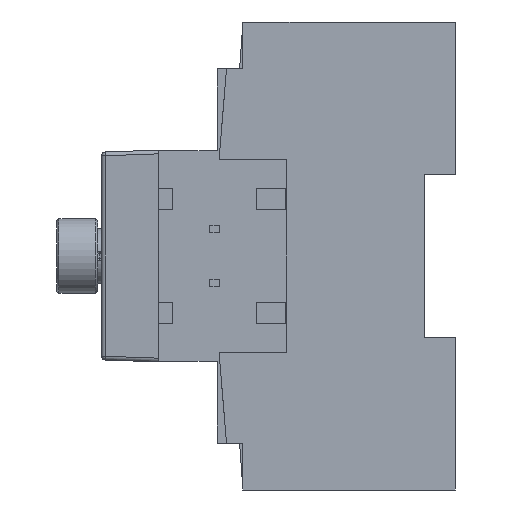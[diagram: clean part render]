
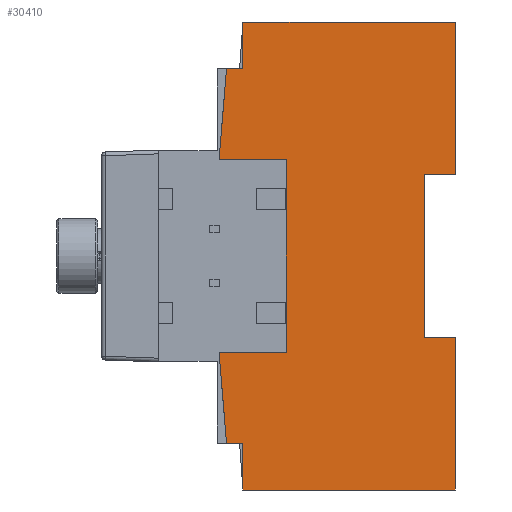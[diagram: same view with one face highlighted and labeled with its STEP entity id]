
A CAD part, left-side view. The second image highlights one B-rep face of the part: STEP entity #30410.
In plain terms, the highlighted planar face has unit normal (-1, 0, 0).
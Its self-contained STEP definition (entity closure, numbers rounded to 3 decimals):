
#3546=DIRECTION('',(0.,-1.,0.));
#3547=VECTOR('',#3546,3.5);
#3548=CARTESIAN_POINT('',(-99.01,5.746,-40.));
#3549=LINE('',#3548,#3547);
#3924=DIRECTION('',(0.,-0.082,0.997));
#3925=VECTOR('',#3924,19.466);
#3926=CARTESIAN_POINT('',(-99.01,7.346,20.6));
#3927=LINE('',#3926,#3925);
#3931=DIRECTION('',(0.,-1.,0.));
#3932=VECTOR('',#3931,3.5);
#3933=CARTESIAN_POINT('',(-99.01,5.746,40.));
#3934=LINE('',#3933,#3932);
#3938=DIRECTION('',(0.,0.,1.));
#3939=VECTOR('',#3938,10.);
#3940=CARTESIAN_POINT('',(-99.01,2.246,40.));
#3941=LINE('',#3940,#3939);
#3945=DIRECTION('',(0.,-1.,0.));
#3946=VECTOR('',#3945,45.4);
#3947=CARTESIAN_POINT('',(-99.01,2.246,50.));
#3948=LINE('',#3947,#3946);
#3952=DIRECTION('',(0.,0.,-1.));
#3953=VECTOR('',#3952,32.5);
#3954=CARTESIAN_POINT('',(-99.01,-43.154,50.));
#3955=LINE('',#3954,#3953);
#3959=DIRECTION('',(0.,1.,0.));
#3960=VECTOR('',#3959,6.505);
#3961=CARTESIAN_POINT('',(-99.01,-43.154,17.5));
#3962=LINE('',#3961,#3960);
#3966=DIRECTION('',(0.,0.,-1.));
#3967=VECTOR('',#3966,35.);
#3968=CARTESIAN_POINT('',(-99.01,-36.648,17.5));
#3969=LINE('',#3968,#3967);
#3973=DIRECTION('',(0.,-1.,0.));
#3974=VECTOR('',#3973,6.505);
#3975=CARTESIAN_POINT('',(-99.01,-36.648,-17.5));
#3976=LINE('',#3975,#3974);
#3980=DIRECTION('',(0.,0.,-1.));
#3981=VECTOR('',#3980,32.5);
#3982=CARTESIAN_POINT('',(-99.01,-43.154,-17.5));
#3983=LINE('',#3982,#3981);
#3987=DIRECTION('',(0.,1.,0.));
#3988=VECTOR('',#3987,45.4);
#3989=CARTESIAN_POINT('',(-99.01,-43.154,-50.));
#3990=LINE('',#3989,#3988);
#3994=DIRECTION('',(0.,0.,1.));
#3995=VECTOR('',#3994,10.);
#3996=CARTESIAN_POINT('',(-99.01,2.246,-50.));
#3997=LINE('',#3996,#3995);
#4001=DIRECTION('',(0.,0.082,0.997));
#4002=VECTOR('',#4001,19.466);
#4003=CARTESIAN_POINT('',(-99.01,5.746,-40.));
#4004=LINE('',#4003,#4002);
#4008=DIRECTION('',(0.,0.,1.));
#4009=VECTOR('',#4008,41.2);
#4010=CARTESIAN_POINT('',(-99.01,-7.054,-20.6));
#4011=LINE('',#4010,#4009);
#4015=DIRECTION('',(0.,1.,0.));
#4016=VECTOR('',#4015,14.4);
#4017=CARTESIAN_POINT('',(-99.01,-7.054,20.6));
#4018=LINE('',#4017,#4016);
#4093=DIRECTION('',(0.,1.,0.));
#4094=VECTOR('',#4093,14.4);
#4095=CARTESIAN_POINT('',(-99.01,-7.054,-20.6));
#4096=LINE('',#4095,#4094);
#24811=CARTESIAN_POINT('',(-99.01,-36.648,17.5));
#24813=VERTEX_POINT('',#24811);
#24816=CARTESIAN_POINT('',(-99.01,-36.648,-17.5));
#24817=VERTEX_POINT('',#24816);
#25080=CARTESIAN_POINT('',(-99.01,2.246,40.));
#25082=VERTEX_POINT('',#25080);
#25083=CARTESIAN_POINT('',(-99.01,5.746,40.));
#25084=VERTEX_POINT('',#25083);
#25287=CARTESIAN_POINT('',(-99.01,2.246,50.));
#25288=VERTEX_POINT('',#25287);
#25302=CARTESIAN_POINT('',(-99.01,-43.154,50.));
#25304=VERTEX_POINT('',#25302);
#25325=CARTESIAN_POINT('',(-99.01,-43.154,17.5));
#25326=VERTEX_POINT('',#25325);
#25769=CARTESIAN_POINT('',(-99.01,5.746,-40.));
#25770=VERTEX_POINT('',#25769);
#25771=CARTESIAN_POINT('',(-99.01,2.246,-40.));
#25772=VERTEX_POINT('',#25771);
#25869=CARTESIAN_POINT('',(-99.01,2.246,-50.));
#25870=VERTEX_POINT('',#25869);
#25871=CARTESIAN_POINT('',(-99.01,7.346,20.6));
#25872=VERTEX_POINT('',#25871);
#25873=CARTESIAN_POINT('',(-99.01,-43.154,-17.5));
#25874=VERTEX_POINT('',#25873);
#25875=CARTESIAN_POINT('',(-99.01,-43.154,-50.));
#25876=VERTEX_POINT('',#25875);
#25877=CARTESIAN_POINT('',(-99.01,7.346,-20.6));
#25878=VERTEX_POINT('',#25877);
#25879=CARTESIAN_POINT('',(-99.01,-7.054,-20.6));
#25880=VERTEX_POINT('',#25879);
#25881=CARTESIAN_POINT('',(-99.01,-7.054,20.6));
#25882=VERTEX_POINT('',#25881);
#30378=CARTESIAN_POINT('',(-99.01,-17.904,0.));
#30379=DIRECTION('',(1.,0.,0.));
#30380=DIRECTION('',(0.,0.,-1.));
#30381=AXIS2_PLACEMENT_3D('',#30378,#30379,#30380);
#30382=PLANE('',#30381);
#30384=ORIENTED_EDGE('',*,*,#30383,.T.);
#30385=ORIENTED_EDGE('',*,*,#28206,.T.);
#30386=ORIENTED_EDGE('',*,*,#28443,.T.);
#30387=ORIENTED_EDGE('',*,*,#28552,.T.);
#30388=ORIENTED_EDGE('',*,*,#28593,.T.);
#30389=ORIENTED_EDGE('',*,*,#28732,.T.);
#30391=ORIENTED_EDGE('',*,*,#30390,.T.);
#30393=ORIENTED_EDGE('',*,*,#30392,.T.);
#30395=ORIENTED_EDGE('',*,*,#30394,.T.);
#30397=ORIENTED_EDGE('',*,*,#30396,.T.);
#30398=ORIENTED_EDGE('',*,*,#30371,.T.);
#30399=ORIENTED_EDGE('',*,*,#30198,.F.);
#30401=ORIENTED_EDGE('',*,*,#30400,.T.);
#30403=ORIENTED_EDGE('',*,*,#30402,.F.);
#30405=ORIENTED_EDGE('',*,*,#30404,.T.);
#30407=ORIENTED_EDGE('',*,*,#30406,.T.);
#30408=EDGE_LOOP('',(#30384,#30385,#30386,#30387,#30388,#30389,#30391,#30393,
#30395,#30397,#30398,#30399,#30401,#30403,#30405,#30407));
#30409=FACE_OUTER_BOUND('',#30408,.F.);
#28206=EDGE_CURVE('',#25084,#25082,#3934,.T.);
#28443=EDGE_CURVE('',#25082,#25288,#3941,.T.);
#28552=EDGE_CURVE('',#25288,#25304,#3948,.T.);
#28593=EDGE_CURVE('',#25304,#25326,#3955,.T.);
#28732=EDGE_CURVE('',#25326,#24813,#3962,.T.);
#30198=EDGE_CURVE('',#25770,#25772,#3549,.T.);
#30371=EDGE_CURVE('',#25870,#25772,#3997,.T.);
#30383=EDGE_CURVE('',#25872,#25084,#3927,.T.);
#30390=EDGE_CURVE('',#24813,#24817,#3969,.T.);
#30392=EDGE_CURVE('',#24817,#25874,#3976,.T.);
#30394=EDGE_CURVE('',#25874,#25876,#3983,.T.);
#30396=EDGE_CURVE('',#25876,#25870,#3990,.T.);
#30400=EDGE_CURVE('',#25770,#25878,#4004,.T.);
#30402=EDGE_CURVE('',#25880,#25878,#4096,.T.);
#30404=EDGE_CURVE('',#25880,#25882,#4011,.T.);
#30406=EDGE_CURVE('',#25882,#25872,#4018,.T.);
#30410=ADVANCED_FACE('',(#30409),#30382,.F.);
